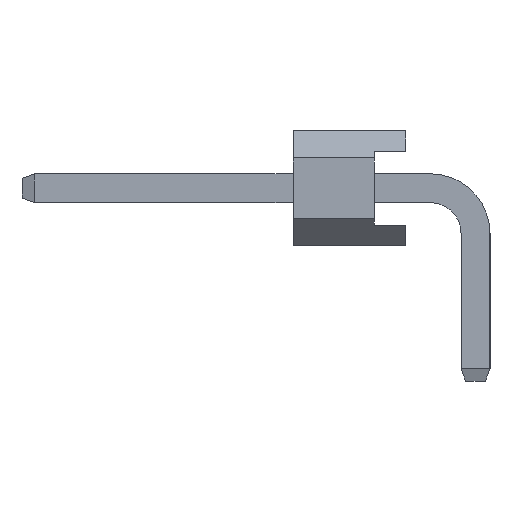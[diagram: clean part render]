
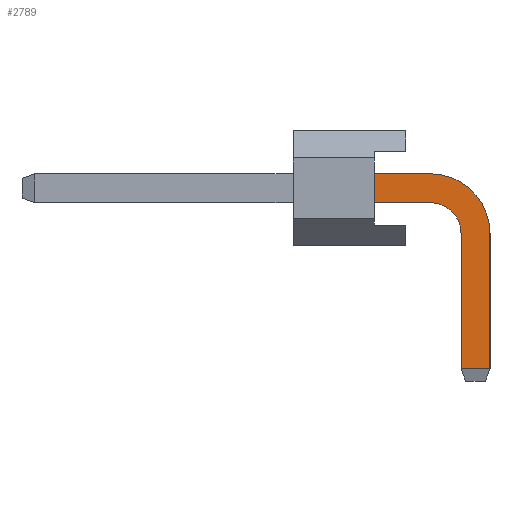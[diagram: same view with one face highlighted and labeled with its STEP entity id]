
A CAD part, left-side view. The second image highlights one B-rep face of the part: STEP entity #2789.
In plain terms, the highlighted planar face has unit normal (-1, 0, 0).
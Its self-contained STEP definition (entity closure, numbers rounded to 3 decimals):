
#2789=ADVANCED_FACE('',(#7765),#7767,.T.);
#7765=FACE_BOUND('',#7766,.T.);
#7766=EDGE_LOOP('',(#11809,#11810,#11811,#11812,#11813,#11814,#11815,#11816));
#7767=PLANE('',#7768);
#7768=AXIS2_PLACEMENT_3D('',#7769,#7770,#7771);
#7769=CARTESIAN_POINT('',(-0.32,0.32,-3.));
#7770=DIRECTION('',(-1.,0.,0.));
#7771=DIRECTION('',(0.,-1.,0.));
#11809=ORIENTED_EDGE('',*,*,#14217,.T.);
#11810=ORIENTED_EDGE('',*,*,#14218,.T.);
#11811=ORIENTED_EDGE('',*,*,#14219,.T.);
#11812=ORIENTED_EDGE('',*,*,#14220,.T.);
#11813=ORIENTED_EDGE('',*,*,#13429,.T.);
#11814=ORIENTED_EDGE('',*,*,#14221,.F.);
#11815=ORIENTED_EDGE('',*,*,#14222,.F.);
#11816=ORIENTED_EDGE('',*,*,#14223,.F.);
#13429=EDGE_CURVE('',#15373,#15374,#15375,.T.);
#14217=EDGE_CURVE('',#16609,#16610,#16611,.T.);
#14218=EDGE_CURVE('',#16610,#16612,#16613,.T.);
#14219=EDGE_CURVE('',#16612,#16614,#16615,.T.);
#14220=EDGE_CURVE('',#16614,#15373,#16616,.T.);
#14221=EDGE_CURVE('',#16617,#15374,#16618,.T.);
#14222=EDGE_CURVE('',#16619,#16617,#16620,.T.);
#14223=EDGE_CURVE('',#16609,#16619,#16621,.T.);
#15373=VERTEX_POINT('',#18689);
#15374=VERTEX_POINT('',#18690);
#15375=LINE('',#18691,#18692);
#16609=VERTEX_POINT('',#21573);
#16610=VERTEX_POINT('',#21574);
#16611=LINE('',#21575,#21576);
#16612=VERTEX_POINT('',#21578);
#16613=LINE('',#21579,#21580);
#16614=VERTEX_POINT('',#21582);
#16615=CIRCLE('',#21583,1.32);
#16616=LINE('',#21587,#21588);
#16617=VERTEX_POINT('',#21590);
#16618=LINE('',#21591,#21592);
#16619=VERTEX_POINT('',#21594);
#16620=CIRCLE('',#21595,0.68);
#16621=LINE('',#21599,#21600);
#18689=CARTESIAN_POINT('',(-0.32,2.24,1.59));
#18690=CARTESIAN_POINT('',(-0.32,2.24,0.95));
#18691=CARTESIAN_POINT('',(-0.32,2.24,1.59));
#18692=VECTOR('',#18693,1.);
#18693=DIRECTION('',(0.,0.,-1.));
#21573=CARTESIAN_POINT('',(-0.32,0.32,-2.725));
#21574=CARTESIAN_POINT('',(-0.32,-0.32,-2.725));
#21575=CARTESIAN_POINT('',(-0.32,0.32,-2.725));
#21576=VECTOR('',#21577,1.);
#21577=DIRECTION('',(0.,-1.,0.));
#21578=CARTESIAN_POINT('',(-0.32,-0.32,0.27));
#21579=CARTESIAN_POINT('',(-0.32,-0.32,-2.725));
#21580=VECTOR('',#21581,1.);
#21581=DIRECTION('',(0.,0.,1.));
#21582=CARTESIAN_POINT('',(-0.32,1.,1.59));
#21583=AXIS2_PLACEMENT_3D('',#21584,#21585,#21586);
#21584=CARTESIAN_POINT('',(-0.32,1.,0.27));
#21585=DIRECTION('',(-1.,-0.,0.));
#21586=DIRECTION('',(0.,-1.,0.));
#21587=CARTESIAN_POINT('',(-0.32,1.,1.59));
#21588=VECTOR('',#21589,1.);
#21589=DIRECTION('',(0.,1.,0.));
#21590=CARTESIAN_POINT('',(-0.32,1.,0.95));
#21591=CARTESIAN_POINT('',(-0.32,1.,0.95));
#21592=VECTOR('',#21593,1.);
#21593=DIRECTION('',(0.,1.,0.));
#21594=CARTESIAN_POINT('',(-0.32,0.32,0.27));
#21595=AXIS2_PLACEMENT_3D('',#21596,#21597,#21598);
#21596=CARTESIAN_POINT('',(-0.32,1.,0.27));
#21597=DIRECTION('',(-1.,-0.,0.));
#21598=DIRECTION('',(0.,-1.,0.));
#21599=CARTESIAN_POINT('',(-0.32,0.32,-2.725));
#21600=VECTOR('',#21601,1.);
#21601=DIRECTION('',(0.,0.,1.));
